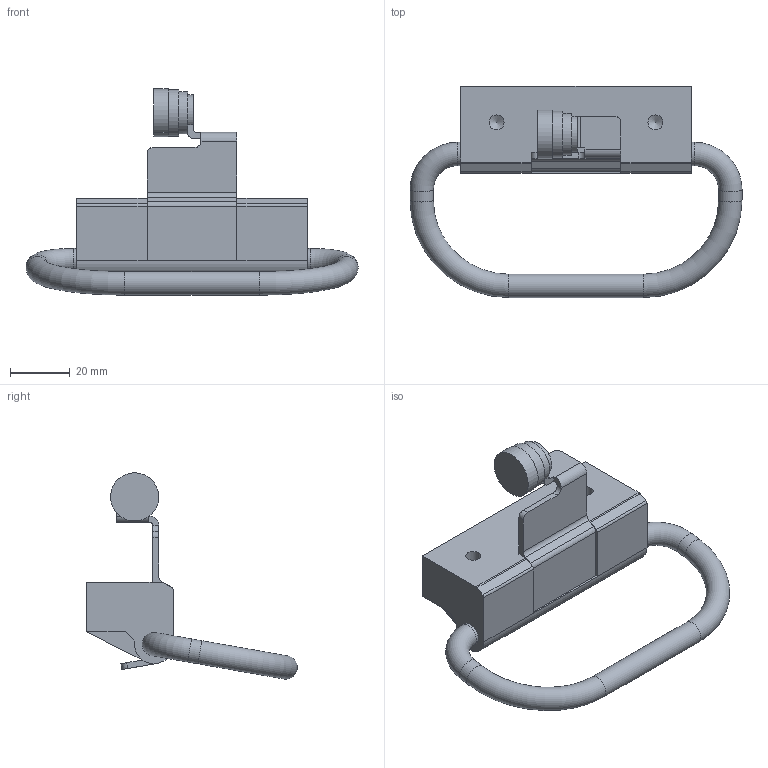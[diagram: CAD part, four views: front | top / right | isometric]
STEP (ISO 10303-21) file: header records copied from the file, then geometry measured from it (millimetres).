
FILE_DESCRIPTION(/* description */ (''),/* implementation_level */ '2;1');
FILE_NAME(/* name */ '3D_200-1401-XX.sat.ipt.stp',/* time_stamp */ '2023-06-09T08:09:52+02:00',/* author */ (''),/* organization */ (''),/* preprocessor_version */ 'ST-DEVELOPER v18.1',/* originating_system */ 'Autodesk Inventor 2021',/* authorisation */ '');
FILE_SCHEMA (('CONFIG_CONTROL_DESIGN'));
Length unit declared in the file: millimetre
Products named in the file (1): 3D_200-1401-XX.sat
Bounding box: 110.8 x 70.42 x 68.84 mm (x, y, z)
Volume: 60730.8 mm3; surface area: 17259.1 mm2
Topology: 1 solids, 1 shells, 82 faces, 217 edges, 140 vertices
Faces by surface type: plane 49, cylinder 27, torus 4, cone 2
Full cylindrical faces by diameter (mm): 5 x2, 7.8 x5, 14 x1, 15.5 x1
Entity records: 2598 total; most frequent: DIRECTION 457, CARTESIAN_POINT 448, ORIENTED_EDGE 430, EDGE_CURVE 215, AXIS2_PLACEMENT_3D 160, VERTEX_POINT 140, LINE 137, VECTOR 137
